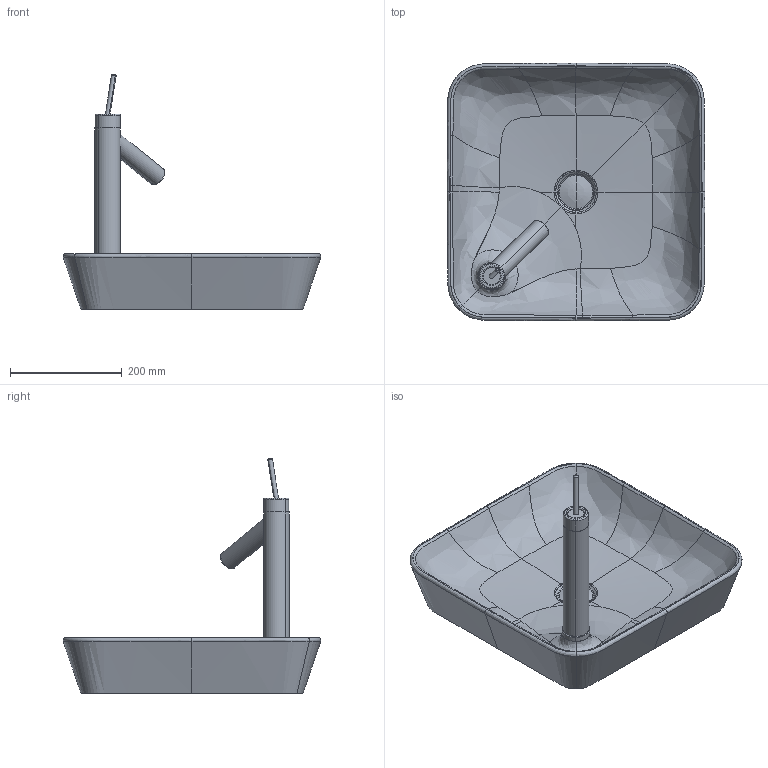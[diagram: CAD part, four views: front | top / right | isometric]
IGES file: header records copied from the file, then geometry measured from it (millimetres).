
Global section: file name: No Iges File Name specified; native system: Autodesk Inventor 2011; preprocessor: AutoDesk Inventor Iges Exporter R2011; author: Administrator; date: 20130703.213836; units: millimetre
Bounding box: 461.82 x 461.82 x 420.76 mm (x, y, z)
Volume: 6127567.1 mm3; surface area: 686875.2 mm2
Topology: 7 solids, 7 shells, 382 faces, 974 edges, 607 vertices
Faces by surface type: bspline 193, revolution 105, plane 39, cylinder 28, torus 13, cone 4
